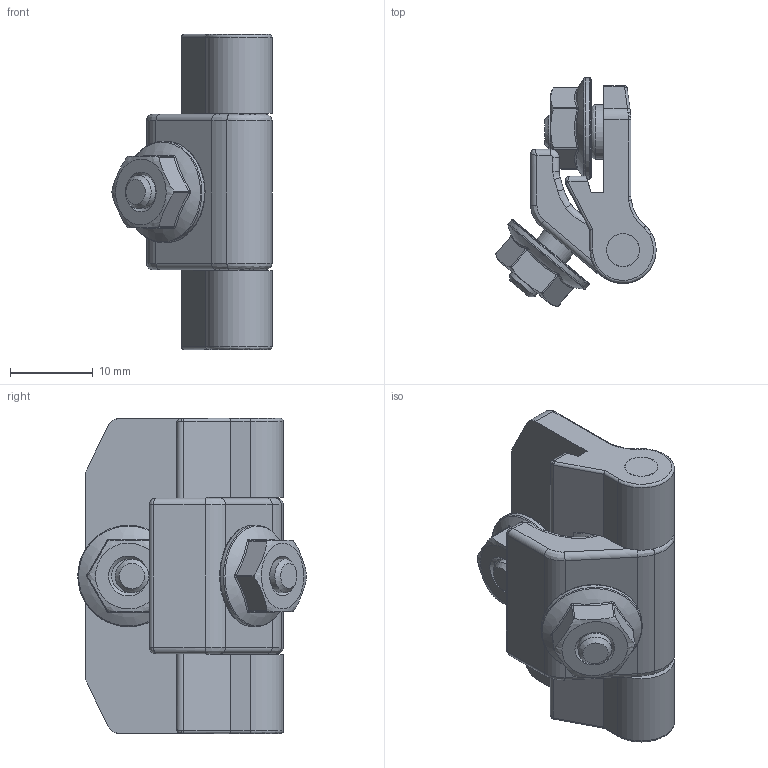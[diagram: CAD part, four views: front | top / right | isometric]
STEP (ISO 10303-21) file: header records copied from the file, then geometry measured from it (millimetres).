
FILE_DESCRIPTION (( 'STEP AP214' ), '1' );
FILE_NAME ('SCE-ELJHINGE.STEP', '2021-02-04T19:58:12', ( '' ), ( '' ), 'SwSTEP 2.0', 'SolidWorks 2019', '' );
FILE_SCHEMA (( 'AUTOMOTIVE_DESIGN' ));
Length unit declared in the file: inch
Products named in the file (1): SCE-ELJHINGE
Bounding box: 19.37 x 27.62 x 38.1 mm (x, y, z)
Volume: 6425.3 mm3; surface area: 5742.8 mm2
Topology: 7 solids, 8 shells, 407 faces, 978 edges, 590 vertices
Faces by surface type: bspline 166, plane 145, cylinder 83, cone 7, torus 6
Full cylindrical faces by diameter (mm): 0.508 x1, 2.54 x1, 3.962 x1, 4.013 x3, 4.064 x4, 4.572 x1, 6.02 x2, 6.604 x1, 12.256 x2
Entity records: 22769 total; most frequent: CARTESIAN_POINT 9651, ORIENTED_EDGE 1870, DIRECTION 1146, EDGE_CURVE 935, VERTEX_POINT 578, AXIS2_PLACEMENT_3D 477, EDGE_LOOP 451, FACE_OUTER_BOUND 432
